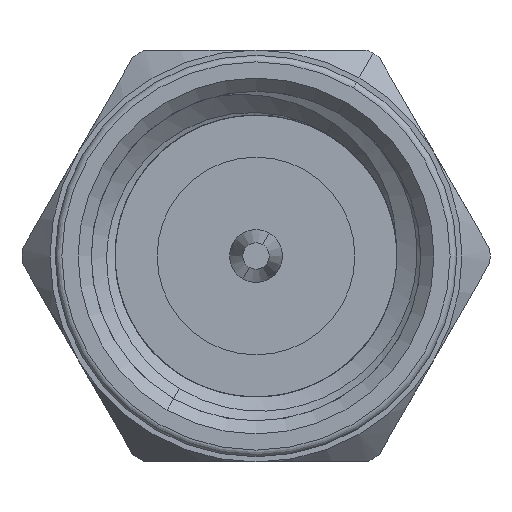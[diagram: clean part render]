
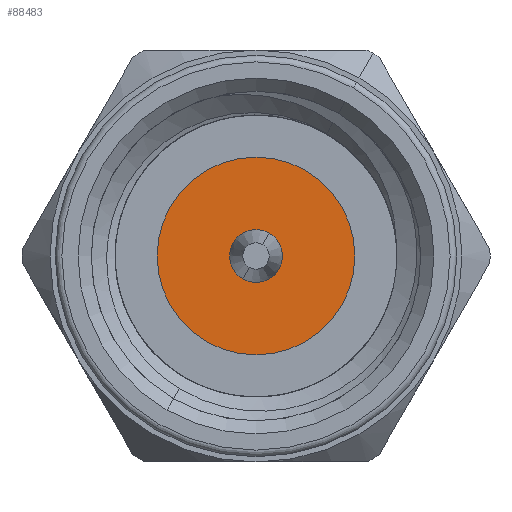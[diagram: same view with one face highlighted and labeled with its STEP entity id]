
A CAD part, front view. The second image highlights one B-rep face of the part: STEP entity #88483.
In plain terms, the highlighted face is planar.
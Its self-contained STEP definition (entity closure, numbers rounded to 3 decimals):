
#4807 = CARTESIAN_POINT ( 'NONE',  ( -18.288, 0., 0. ) ) ;
#5335 = DIRECTION ( 'NONE',  ( -1., 0., 0. ) ) ;
#5515 = DIRECTION ( 'NONE',  ( -1., 0., 0. ) ) ;
#6457 = AXIS2_PLACEMENT_3D ( 'NONE', #16946, #64773, #49587 ) ;
#8470 = CIRCLE ( 'NONE', #31489, 1.905 ) ;
#10494 = CARTESIAN_POINT ( 'NONE',  ( -18.288, 0., -1.905 ) ) ;
#11428 = AXIS2_PLACEMENT_3D ( 'NONE', #53350, #5335, #103012 ) ;
#13427 = DIRECTION ( 'NONE',  ( 0., 0., 1. ) ) ;
#14786 = AXIS2_PLACEMENT_3D ( 'NONE', #37268, #94016, #59981 ) ;
#16353 = AXIS2_PLACEMENT_3D ( 'NONE', #23560, #95552, #63596 ) ;
#16946 = CARTESIAN_POINT ( 'NONE',  ( -18.288, 0., 0. ) ) ;
#17254 = VERTEX_POINT ( 'NONE', #21365 ) ;
#18165 = EDGE_LOOP ( 'NONE', ( #23875, #79088 ) ) ;
#20212 = ORIENTED_EDGE ( 'NONE', *, *, #98652, .F. ) ;
#21365 = CARTESIAN_POINT ( 'NONE',  ( -18.288, 0., 0.508 ) ) ;
#22469 = FACE_OUTER_BOUND ( 'NONE', #18165, .T. ) ;
#23560 = CARTESIAN_POINT ( 'NONE',  ( -18.288, 3.867, 0. ) ) ;
#23875 = ORIENTED_EDGE ( 'NONE', *, *, #35661, .T. ) ;
#24568 = EDGE_LOOP ( 'NONE', ( #20212, #97884 ) ) ;
#28238 = EDGE_CURVE ( 'NONE', #17254, #45957, #36290, .T. ) ;
#31489 = AXIS2_PLACEMENT_3D ( 'NONE', #4807, #5515, #13427 ) ;
#35661 = EDGE_CURVE ( 'NONE', #91256, #68687, #8470, .T. ) ;
#36290 = CIRCLE ( 'NONE', #14786, 0.508 ) ;
#37268 = CARTESIAN_POINT ( 'NONE',  ( -18.288, 0., 0. ) ) ;
#45957 = VERTEX_POINT ( 'NONE', #61410 ) ;
#49587 = DIRECTION ( 'NONE',  ( 0., 0., 1. ) ) ;
#53350 = CARTESIAN_POINT ( 'NONE',  ( -18.288, 0., 0. ) ) ;
#56667 = FACE_BOUND ( 'NONE', #24568, .T. ) ;
#59981 = DIRECTION ( 'NONE',  ( 0., 0., 1. ) ) ;
#61410 = CARTESIAN_POINT ( 'NONE',  ( -18.288, 0., -0.508 ) ) ;
#63596 = DIRECTION ( 'NONE',  ( 0., 0., 1. ) ) ;
#64773 = DIRECTION ( 'NONE',  ( -1., 0., 0. ) ) ;
#68687 = VERTEX_POINT ( 'NONE', #104797 ) ;
#70767 = PLANE ( 'NONE',  #16353 ) ;
#75098 = EDGE_CURVE ( 'NONE', #68687, #91256, #88514, .T. ) ;
#79088 = ORIENTED_EDGE ( 'NONE', *, *, #75098, .T. ) ;
#88483 = ADVANCED_FACE ( 'NONE', ( #22469, #56667 ), #70767, .T. ) ;
#88514 = CIRCLE ( 'NONE', #6457, 1.905 ) ;
#90660 = CIRCLE ( 'NONE', #11428, 0.508 ) ;
#91256 = VERTEX_POINT ( 'NONE', #10494 ) ;
#94016 = DIRECTION ( 'NONE',  ( -1., 0., 0. ) ) ;
#95552 = DIRECTION ( 'NONE',  ( -1., 0., 0. ) ) ;
#97884 = ORIENTED_EDGE ( 'NONE', *, *, #28238, .F. ) ;
#98652 = EDGE_CURVE ( 'NONE', #45957, #17254, #90660, .T. ) ;
#103012 = DIRECTION ( 'NONE',  ( 0., 0., 1. ) ) ;
#104797 = CARTESIAN_POINT ( 'NONE',  ( -18.288, 0., 1.905 ) ) ;
